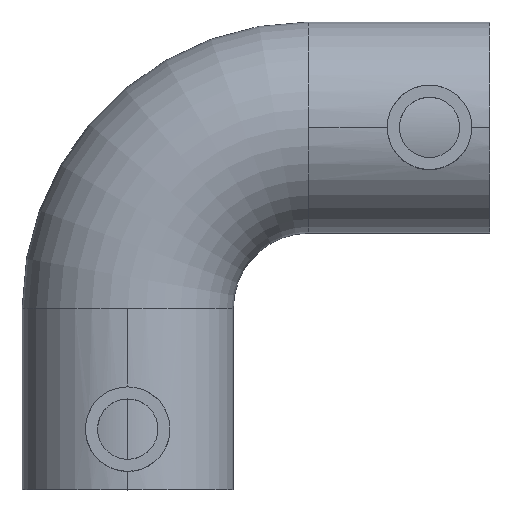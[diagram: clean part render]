
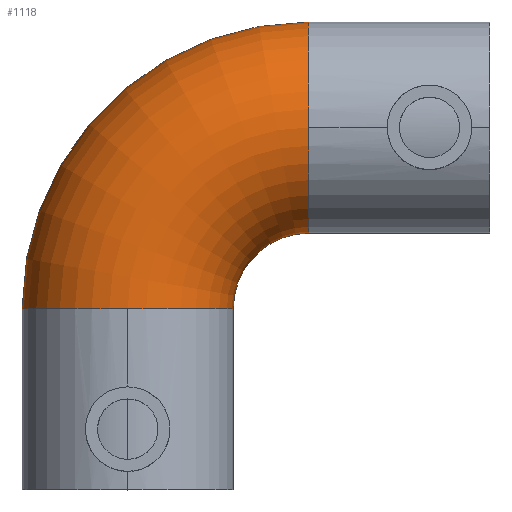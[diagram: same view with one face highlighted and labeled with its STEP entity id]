
A CAD part, top view. The second image highlights one B-rep face of the part: STEP entity #1118.
In plain terms, the highlighted toroidal (fillet/blend) face has major radius 30 mm and minor radius 17.5 mm.
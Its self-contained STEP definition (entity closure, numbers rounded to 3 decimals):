
#17 = CARTESIAN_POINT ( 'NONE',  ( 30., 42.5, 0. ) ) ;
#32 = DIRECTION ( 'NONE',  ( -1., 0., 0. ) ) ;
#49 = CARTESIAN_POINT ( 'NONE',  ( 30., 60., 0. ) ) ;
#52 = VERTEX_POINT ( 'NONE', #308 ) ;
#62 = EDGE_CURVE ( 'NONE', #745, #52, #249, .T. ) ;
#64 = TOROIDAL_SURFACE ( 'NONE', #542, 30., 17.5 ) ;
#79 = DIRECTION ( 'NONE',  ( 1., 0., 0. ) ) ;
#97 = DIRECTION ( 'NONE',  ( 0., 0., 1. ) ) ;
#106 = AXIS2_PLACEMENT_3D ( 'NONE', #595, #875, #32 ) ;
#120 = EDGE_CURVE ( 'NONE', #629, #1164, #932, .T. ) ;
#162 = CARTESIAN_POINT ( 'NONE',  ( 30., 30., 0. ) ) ;
#184 = AXIS2_PLACEMENT_3D ( 'NONE', #625, #244, #809 ) ;
#218 = DIRECTION ( 'NONE',  ( 0., 1., 0. ) ) ;
#228 = CIRCLE ( 'NONE', #911, 17.5 ) ;
#244 = DIRECTION ( 'NONE',  ( 0., 1., 0. ) ) ;
#249 = CIRCLE ( 'NONE', #106, 47.5 ) ;
#308 = CARTESIAN_POINT ( 'NONE',  ( 30., 77.5, 0. ) ) ;
#327 = AXIS2_PLACEMENT_3D ( 'NONE', #162, #553, #647 ) ;
#369 = CARTESIAN_POINT ( 'NONE',  ( 30., 60., 0. ) ) ;
#388 = DIRECTION ( 'NONE',  ( 0., 0., -1. ) ) ;
#407 = CARTESIAN_POINT ( 'NONE',  ( 0., 30., 0. ) ) ;
#420 = DIRECTION ( 'NONE',  ( 0., 0., 1. ) ) ;
#423 = CIRCLE ( 'NONE', #327, 12.5 ) ;
#428 = CIRCLE ( 'NONE', #526, 17.5 ) ;
#435 = EDGE_CURVE ( 'NONE', #1209, #1079, #428, .T. ) ;
#484 = CARTESIAN_POINT ( 'NONE',  ( 30., 30., 0. ) ) ;
#526 = AXIS2_PLACEMENT_3D ( 'NONE', #369, #79, #1195 ) ;
#533 = ORIENTED_EDGE ( 'NONE', *, *, #1101, .T. ) ;
#542 = AXIS2_PLACEMENT_3D ( 'NONE', #484, #388, #688 ) ;
#553 = DIRECTION ( 'NONE',  ( 0., 0., -1. ) ) ;
#593 = CARTESIAN_POINT ( 'NONE',  ( -17.5, 30., 0. ) ) ;
#595 = CARTESIAN_POINT ( 'NONE',  ( 30., 30., 0. ) ) ;
#605 = CIRCLE ( 'NONE', #1066, 17.5 ) ;
#625 = CARTESIAN_POINT ( 'NONE',  ( 0., 30., 0. ) ) ;
#629 = VERTEX_POINT ( 'NONE', #1128 ) ;
#647 = DIRECTION ( 'NONE',  ( -1., 0., 0. ) ) ;
#659 = ORIENTED_EDGE ( 'NONE', *, *, #435, .F. ) ;
#688 = DIRECTION ( 'NONE',  ( -1., 0., 0. ) ) ;
#745 = VERTEX_POINT ( 'NONE', #593 ) ;
#781 = EDGE_LOOP ( 'NONE', ( #892, #533, #963, #980, #659, #1076 ) ) ;
#787 = CARTESIAN_POINT ( 'NONE',  ( 17.5, 30., 0. ) ) ;
#809 = DIRECTION ( 'NONE',  ( 0., 0., 1. ) ) ;
#875 = DIRECTION ( 'NONE',  ( 0., 0., -1. ) ) ;
#877 = CARTESIAN_POINT ( 'NONE',  ( 30., 60., 17.5 ) ) ;
#892 = ORIENTED_EDGE ( 'NONE', *, *, #62, .F. ) ;
#911 = AXIS2_PLACEMENT_3D ( 'NONE', #49, #1073, #420 ) ;
#932 = CIRCLE ( 'NONE', #184, 17.5 ) ;
#963 = ORIENTED_EDGE ( 'NONE', *, *, #120, .T. ) ;
#964 = FACE_OUTER_BOUND ( 'NONE', #781, .T. ) ;
#980 = ORIENTED_EDGE ( 'NONE', *, *, #1016, .T. ) ;
#1016 = EDGE_CURVE ( 'NONE', #1164, #1079, #423, .T. ) ;
#1066 = AXIS2_PLACEMENT_3D ( 'NONE', #407, #218, #97 ) ;
#1073 = DIRECTION ( 'NONE',  ( 1., 0., 0. ) ) ;
#1076 = ORIENTED_EDGE ( 'NONE', *, *, #1151, .F. ) ;
#1079 = VERTEX_POINT ( 'NONE', #17 ) ;
#1101 = EDGE_CURVE ( 'NONE', #745, #629, #605, .T. ) ;
#1118 = ADVANCED_FACE ( 'NONE', ( #964 ), #64, .T. ) ;
#1128 = CARTESIAN_POINT ( 'NONE',  ( 0., 30., 17.5 ) ) ;
#1151 = EDGE_CURVE ( 'NONE', #52, #1209, #228, .T. ) ;
#1164 = VERTEX_POINT ( 'NONE', #787 ) ;
#1195 = DIRECTION ( 'NONE',  ( 0., 0., 1. ) ) ;
#1209 = VERTEX_POINT ( 'NONE', #877 ) ;
